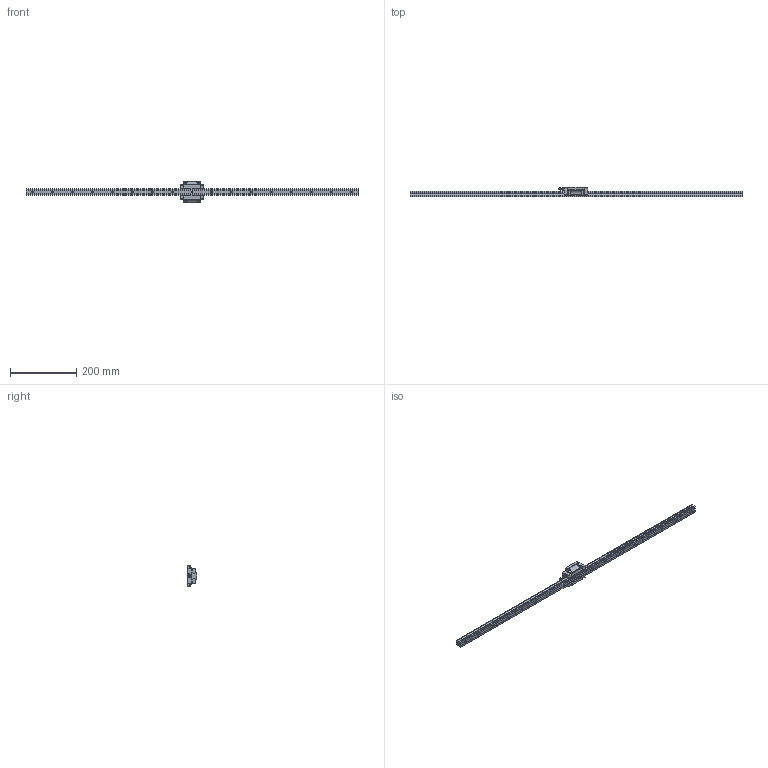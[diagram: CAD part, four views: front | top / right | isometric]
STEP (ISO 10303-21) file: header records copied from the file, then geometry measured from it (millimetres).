
FILE_DESCRIPTION(/* description */ ('GD20WA','CAx-IF Rec.Pracs.---Representation and Presentation of Product Manufacturing Information (PMI)---4.0---2014-10-13'),/* implementation_level */ '2;1');
FILE_NAME(/* name */ 'GD20WA.stp',/* time_stamp */ '2020-05-18T16:16:44+02:00',/* author */ ('marcw'),/* organization */ ('Almotion'),/* preprocessor_version */ 'ST-DEVELOPER v18.1',/* originating_system */ 'Autodesk Inventor 2020',/* authorisation */ ' ');
FILE_SCHEMA (('AP242_MANAGED_MODEL_BASED_3D_ENGINEERING_MIM_LF { 1 0 10303 442 1 1 4 }'));
Length unit declared in the file: millimetre
Products named in the file (3): GD20WA; Rail20; CarriageWA20
Assembly tree (2 placements, depth 2):
  GD20WA
    Rail20
    CarriageWA20
Bounding box: 1002 x 30 x 63 mm (x, y, z)
Volume: 374158 mm3; surface area: 104710.6 mm2
Topology: 5 solids, 5 shells, 290 faces, 808 edges, 548 vertices
Faces by surface type: plane 169, cylinder 64, cone 53, torus 4
Full cylindrical faces by diameter (mm): 2 x1, 2.459 x4, 4.134 x2, 5 x1, 5.2 x4, 6 x18, 8 x1, 9.5 x17
Entity records: 9853 total; most frequent: CARTESIAN_POINT 1812, DIRECTION 1620, ORIENTED_EDGE 1604, EDGE_CURVE 802, AXIS2_PLACEMENT_3D 561, VERTEX_POINT 548, LINE 498, VECTOR 498
